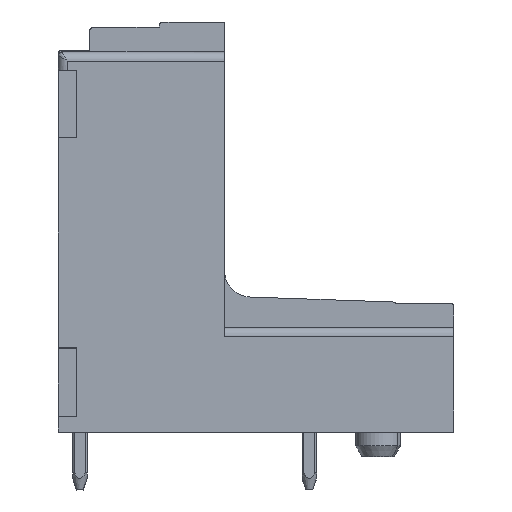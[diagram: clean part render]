
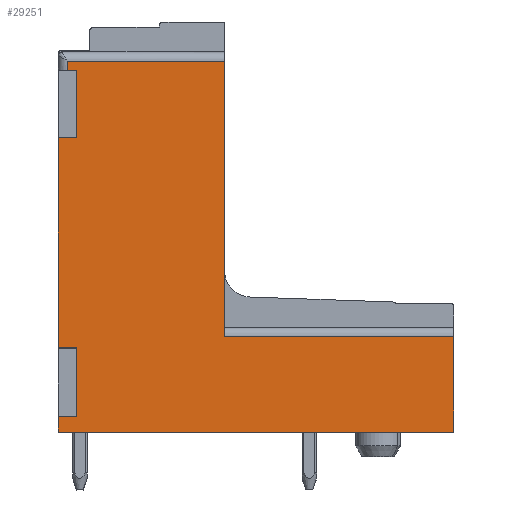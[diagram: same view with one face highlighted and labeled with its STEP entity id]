
A CAD part, left-side view. The second image highlights one B-rep face of the part: STEP entity #29251.
In plain terms, the highlighted planar face has unit normal (-1, 0, 0).
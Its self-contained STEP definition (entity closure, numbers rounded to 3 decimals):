
#29233=AXIS2_PLACEMENT_3D('Plane Axis2P3D',#29230,#29231,#29232) ;
#150=CARTESIAN_POINT('Vertex',(0.,21.9,3.2)) ;
#768=CARTESIAN_POINT('Vertex',(0.,0.,3.2)) ;
#771=CARTESIAN_POINT('Line Origine',(0.,10.95,3.2)) ;
#1120=CARTESIAN_POINT('Line Origine',(0.,21.9,3.635)) ;
#1124=CARTESIAN_POINT('Vertex',(0.,21.9,4.07)) ;
#1194=CARTESIAN_POINT('Vertex',(0.,21.9,7.89)) ;
#1197=CARTESIAN_POINT('Line Origine',(0.,21.9,13.695)) ;
#1201=CARTESIAN_POINT('Vertex',(0.,21.9,19.5)) ;
#2308=CARTESIAN_POINT('Vertex',(0.,12.7,23.74)) ;
#2311=CARTESIAN_POINT('Line Origine',(0.,12.7,16.12)) ;
#2315=CARTESIAN_POINT('Vertex',(0.,12.7,8.5)) ;
#4066=CARTESIAN_POINT('Vertex',(0.,0.,8.5)) ;
#4069=CARTESIAN_POINT('Line Origine',(0.,0.,5.85)) ;
#13361=CARTESIAN_POINT('Vertex',(0.,21.4,23.74)) ;
#23359=CARTESIAN_POINT('Line Origine',(0.,21.4,13.72)) ;
#23363=CARTESIAN_POINT('Vertex',(0.,21.4,23.24)) ;
#23383=CARTESIAN_POINT('Line Origine',(0.,10.95,23.74)) ;
#23395=CARTESIAN_POINT('Line Origine',(0.,21.4,4.07)) ;
#23399=CARTESIAN_POINT('Vertex',(0.,20.9,4.07)) ;
#23417=CARTESIAN_POINT('Line Origine',(0.,20.9,5.98)) ;
#23421=CARTESIAN_POINT('Vertex',(0.,20.9,7.89)) ;
#23436=CARTESIAN_POINT('Line Origine',(0.,21.4,7.89)) ;
#23448=CARTESIAN_POINT('Line Origine',(0.,21.4,19.5)) ;
#23452=CARTESIAN_POINT('Vertex',(0.,20.9,19.5)) ;
#23470=CARTESIAN_POINT('Line Origine',(0.,20.9,21.37)) ;
#23474=CARTESIAN_POINT('Vertex',(0.,20.9,23.24)) ;
#23489=CARTESIAN_POINT('Line Origine',(0.,21.15,23.24)) ;
#28749=CARTESIAN_POINT('Line Origine',(0.,10.95,8.5)) ;
#29230=CARTESIAN_POINT('Axis2P3D Location',(0.,0.,0.)) ;
#772=DIRECTION('Vector Direction',(0.,1.,0.)) ;
#1121=DIRECTION('Vector Direction',(0.,0.,1.)) ;
#1198=DIRECTION('Vector Direction',(0.,0.,1.)) ;
#2312=DIRECTION('Vector Direction',(0.,0.,-1.)) ;
#4070=DIRECTION('Vector Direction',(0.,0.,-1.)) ;
#23360=DIRECTION('Vector Direction',(0.,0.,-1.)) ;
#23384=DIRECTION('Vector Direction',(0.,-1.,0.)) ;
#23396=DIRECTION('Vector Direction',(0.,-1.,0.)) ;
#23418=DIRECTION('Vector Direction',(0.,0.,-1.)) ;
#23437=DIRECTION('Vector Direction',(0.,1.,0.)) ;
#23449=DIRECTION('Vector Direction',(0.,-1.,0.)) ;
#23471=DIRECTION('Vector Direction',(0.,0.,-1.)) ;
#23490=DIRECTION('Vector Direction',(0.,1.,0.)) ;
#28750=DIRECTION('Vector Direction',(0.,-1.,0.)) ;
#29231=DIRECTION('Axis2P3D Direction',(-1.,0.,0.)) ;
#29232=DIRECTION('Axis2P3D XDirection',(0.,-1.,0.)) ;
#773=VECTOR('Line Direction',#772,1.) ;
#1122=VECTOR('Line Direction',#1121,1.) ;
#1199=VECTOR('Line Direction',#1198,1.) ;
#2313=VECTOR('Line Direction',#2312,1.) ;
#4071=VECTOR('Line Direction',#4070,1.) ;
#23361=VECTOR('Line Direction',#23360,1.) ;
#23385=VECTOR('Line Direction',#23384,1.) ;
#23397=VECTOR('Line Direction',#23396,1.) ;
#23419=VECTOR('Line Direction',#23418,1.) ;
#23438=VECTOR('Line Direction',#23437,1.) ;
#23450=VECTOR('Line Direction',#23449,1.) ;
#23472=VECTOR('Line Direction',#23471,1.) ;
#23491=VECTOR('Line Direction',#23490,1.) ;
#28751=VECTOR('Line Direction',#28750,1.) ;
#29236=ORIENTED_EDGE('',*,*,#23493,.T.) ;
#29237=ORIENTED_EDGE('',*,*,#23476,.T.) ;
#29238=ORIENTED_EDGE('',*,*,#23454,.T.) ;
#29239=ORIENTED_EDGE('',*,*,#1203,.T.) ;
#29240=ORIENTED_EDGE('',*,*,#23440,.T.) ;
#29241=ORIENTED_EDGE('',*,*,#23423,.T.) ;
#29242=ORIENTED_EDGE('',*,*,#23401,.T.) ;
#29243=ORIENTED_EDGE('',*,*,#1126,.T.) ;
#29244=ORIENTED_EDGE('',*,*,#775,.T.) ;
#29245=ORIENTED_EDGE('',*,*,#4073,.T.) ;
#29246=ORIENTED_EDGE('',*,*,#28753,.T.) ;
#29247=ORIENTED_EDGE('',*,*,#2317,.F.) ;
#29248=ORIENTED_EDGE('',*,*,#23387,.T.) ;
#29249=ORIENTED_EDGE('',*,*,#23365,.T.) ;
#29251=ADVANCED_FACE('HOUSING',(#29250),#29234,.T.) ;
#775=EDGE_CURVE('',#151,#769,#774,.F.) ;
#1126=EDGE_CURVE('',#1125,#151,#1123,.F.) ;
#1203=EDGE_CURVE('',#1202,#1195,#1200,.F.) ;
#2317=EDGE_CURVE('',#2309,#2316,#2314,.T.) ;
#4073=EDGE_CURVE('',#769,#4067,#4072,.F.) ;
#23365=EDGE_CURVE('',#13362,#23364,#23362,.T.) ;
#23387=EDGE_CURVE('',#2309,#13362,#23386,.F.) ;
#23401=EDGE_CURVE('',#23400,#1125,#23398,.F.) ;
#23423=EDGE_CURVE('',#23422,#23400,#23420,.T.) ;
#23440=EDGE_CURVE('',#1195,#23422,#23439,.F.) ;
#23454=EDGE_CURVE('',#23453,#1202,#23451,.F.) ;
#23476=EDGE_CURVE('',#23475,#23453,#23473,.T.) ;
#23493=EDGE_CURVE('',#23364,#23475,#23492,.F.) ;
#28753=EDGE_CURVE('',#4067,#2316,#28752,.F.) ;
#29235=EDGE_LOOP('',(#29236,#29237,#29238,#29239,#29240,#29241,#29242,#29243,#29244,#29245,#29246,#29247,#29248,#29249)) ;
#29250=FACE_OUTER_BOUND('',#29235,.T.) ;
#774=LINE('Line',#771,#773) ;
#1123=LINE('Line',#1120,#1122) ;
#1200=LINE('Line',#1197,#1199) ;
#2314=LINE('Line',#2311,#2313) ;
#4072=LINE('Line',#4069,#4071) ;
#23362=LINE('Line',#23359,#23361) ;
#23386=LINE('Line',#23383,#23385) ;
#23398=LINE('Line',#23395,#23397) ;
#23420=LINE('Line',#23417,#23419) ;
#23439=LINE('Line',#23436,#23438) ;
#23451=LINE('Line',#23448,#23450) ;
#23473=LINE('Line',#23470,#23472) ;
#23492=LINE('Line',#23489,#23491) ;
#28752=LINE('Line',#28749,#28751) ;
#29234=PLANE('',#29233) ;
#151=VERTEX_POINT('',#150) ;
#769=VERTEX_POINT('',#768) ;
#1125=VERTEX_POINT('',#1124) ;
#1195=VERTEX_POINT('',#1194) ;
#1202=VERTEX_POINT('',#1201) ;
#2309=VERTEX_POINT('',#2308) ;
#2316=VERTEX_POINT('',#2315) ;
#4067=VERTEX_POINT('',#4066) ;
#13362=VERTEX_POINT('',#13361) ;
#23364=VERTEX_POINT('',#23363) ;
#23400=VERTEX_POINT('',#23399) ;
#23422=VERTEX_POINT('',#23421) ;
#23453=VERTEX_POINT('',#23452) ;
#23475=VERTEX_POINT('',#23474) ;
